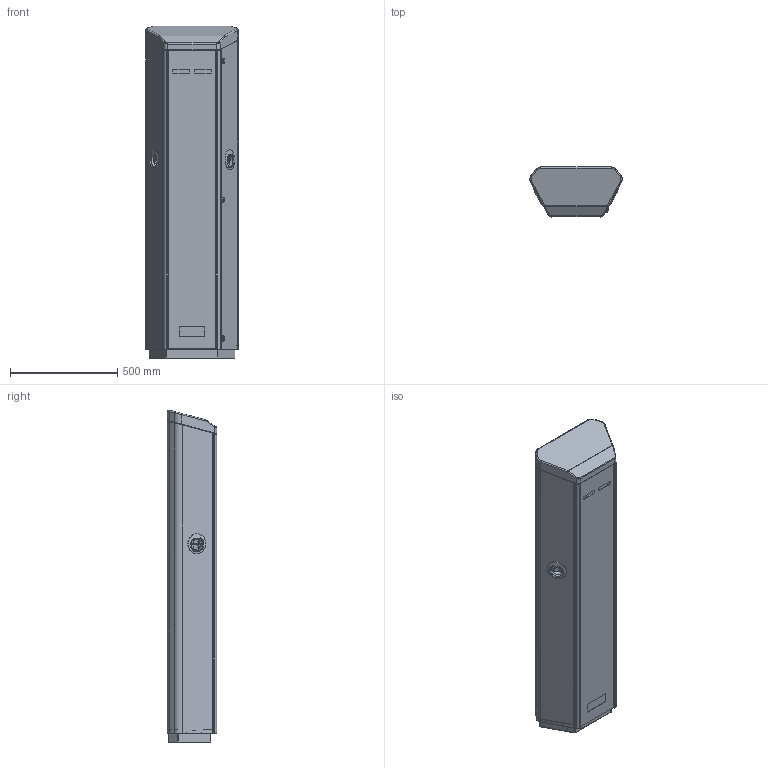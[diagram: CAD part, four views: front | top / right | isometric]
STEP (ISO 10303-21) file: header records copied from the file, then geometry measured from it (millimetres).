
FILE_DESCRIPTION((''),'2;1');
FILE_NAME('GWJ1001A_SW0002','2020-09-17T15:03:01',('User'),('Axiro Italia'),'CREO PARAMETRIC BY PTC INC, 2020074','CREO PARAMETRIC BY PTC INC, 2020074','');
FILE_SCHEMA(('CONFIG_CONTROL_DESIGN'));
Length unit declared in the file: millimetre
Products named in the file (1): GWJ1001A_SW0002
Bounding box: 430.71 x 231 x 1549.65 mm (x, y, z)
Volume: 118495139 mm3; surface area: 2550776.2 mm2
Topology: 1 solids, 1 shells, 1036 faces, 2731 edges, 1748 vertices
Faces by surface type: plane 498, cylinder 322, cone 138, bspline 42, torus 28, sphere 8
Entity records: 35792 total; most frequent: CARTESIAN_POINT 10074, ORIENTED_EDGE 5426, DIRECTION 5333, EDGE_CURVE 2713, AXIS2_PLACEMENT_3D 1952, VERTEX_POINT 1748, VECTOR 1429, LINE 1429
